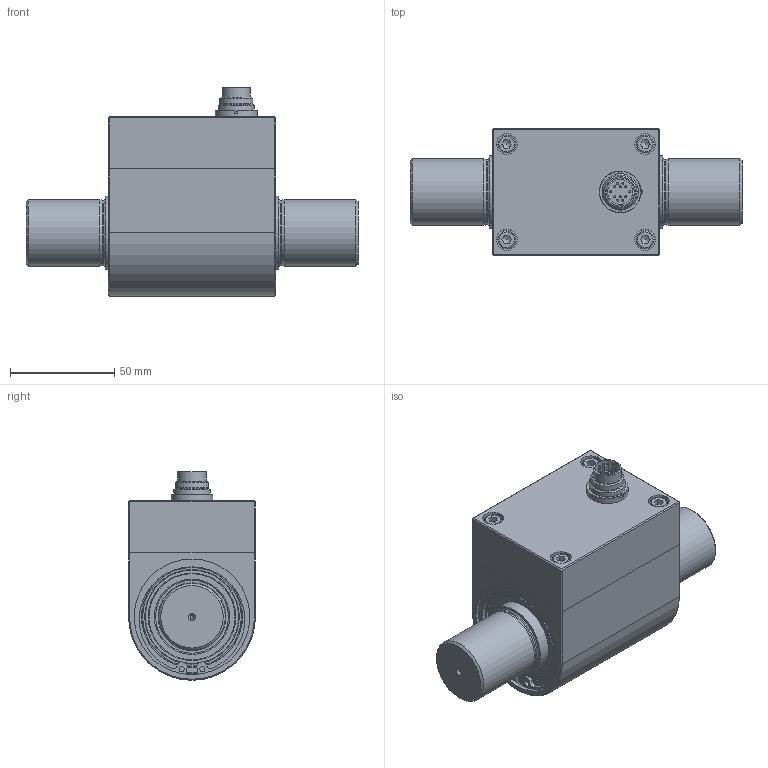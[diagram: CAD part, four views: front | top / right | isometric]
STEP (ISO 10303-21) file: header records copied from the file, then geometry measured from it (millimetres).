
FILE_DESCRIPTION( ( 'Unknown' ), '1' );
FILE_NAME( 'Dr2208-200_20-300_30-500_50Nm.stp', 'Unknown', ( 'Unknown' ), ( 'Unknown' ), 'PSStep 17.0.49', 'Unknown', ' ' );
FILE_SCHEMA( ( 'AUTOMOTIVE_DESIGN { 1 0 10303 214 1 1 1 1 }' ) );
Length unit declared in the file: millimetre
Products named in the file (22): 2362-B03_DOC-00072867; 2362-003_DOC-00072856; zylinderschraube din 912-m5x25; Zylinderstift ISO 8734-2x6-A; 2362-B02_DOC-00072840; 2362-002_DOC-00072828; ina-35x55x10-61907 2z; Sicherungsring DIN 472-55x2-T1; 2362-B01_DOC-00072780; 2362-001_DOC-00072781; INA-35x55x10-61907 2Z; Assem1; flanschstecker 12-polig serie 723; mutter_09-0323-89-06_DOC-00067592
Assembly tree (26 placements, depth 3):
  Assem1
    flanschstecker 12-polig serie 723
    mutter_09-0323-89-06_DOC-00067592
    2362-B01_DOC-00072780
      2362-001_DOC-00072781
      INA-35x55x10-61907 2Z
      INA-35x55x10-61907 2Z
      INA-35x55x10-61907 2Z
      INA-35x55x10-61907 2Z
      INA-35x55x10-61907 2Z
    2362-B02_DOC-00072840
      2362-002_DOC-00072828
      ina-35x55x10-61907 2z
      ina-35x55x10-61907 2z
      ina-35x55x10-61907 2z
      ina-35x55x10-61907 2z
      ina-35x55x10-61907 2z
      Sicherungsring DIN 472-55x2-T1  x2
    2362-B03_DOC-00072867
      2362-003_DOC-00072856
      zylinderschraube din 912-m5x25  x4
      Zylinderstift ISO 8734-2x6-A  x2
Bounding box: 159.5 x 61 x 100.2 mm (x, y, z)
Volume: 315887.4 mm3; surface area: 113517.7 mm2
Topology: 23 solids, 25 shells, 411 faces, 859 edges, 560 vertices
Faces by surface type: plane 183, cylinder 154, cone 48, torus 22, sphere 4
Full cylindrical faces by diameter (mm): 1 x24, 1.6 x2, 2 x4, 2.2 x2, 2.5 x4, 3.242 x4, 4.019 x4, 4.134 x8, 5 x8, 5.5 x4, 8.5 x4, 10 x4, 12 x1, 13.5 x1, 15 x1, 15.875 x1, 17.188 x1, 17.462 x1, 17.8 x1, 20 x2, 31.4 x2, 32 x2, 35 x3, 41.4 x4, 41.6 x4, 42 x4, 47.4 x4, 48.38 x4, 48.58 x4, 48.6 x4
Entity records: 10626 total; most frequent: DIRECTION 1464, CARTESIAN_POINT 1277, ORIENTED_EDGE 900, AXIS2_PLACEMENT_3D 662, EDGE_LOOP 586, FACE_OUTER_BOUND 453, EDGE_CURVE 450, VERTEX_POINT 399
